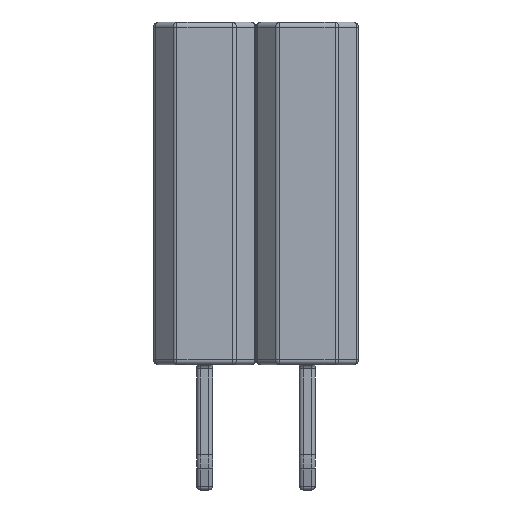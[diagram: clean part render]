
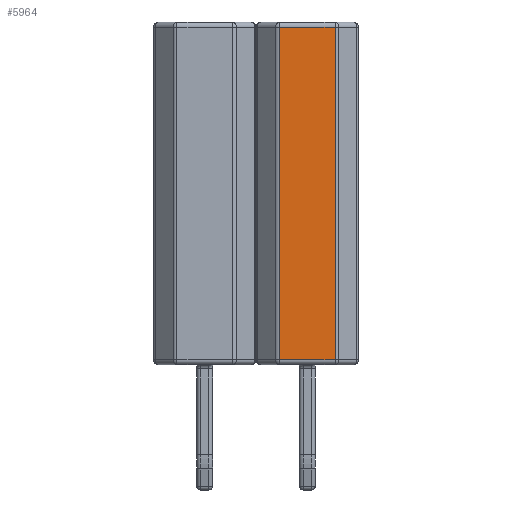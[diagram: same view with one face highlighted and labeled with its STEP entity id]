
A CAD part, left-side view. The second image highlights one B-rep face of the part: STEP entity #5964.
In plain terms, the highlighted planar face has unit normal (-1, 0, 0).
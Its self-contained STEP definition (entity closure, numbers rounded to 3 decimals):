
#5306 = CYLINDRICAL_SURFACE('',#5307,0.125);
#5307 = AXIS2_PLACEMENT_3D('',#5308,#5309,#5310);
#5308 = CARTESIAN_POINT('',(-1.145,0.692,0.));
#5309 = DIRECTION('',(0.,0.,1.));
#5310 = DIRECTION('',(-0.707,0.707,0.));
#5411 = VERTEX_POINT('',#5412);
#5412 = CARTESIAN_POINT('',(-1.27,0.692,0.125));
#5439 = EDGE_CURVE('',#5411,#5440,#5442,.T.);
#5440 = VERTEX_POINT('',#5441);
#5441 = CARTESIAN_POINT('',(-1.27,0.692,8.375));
#5442 = SURFACE_CURVE('',#5443,(#5447,#5454),.PCURVE_S1.);
#5443 = LINE('',#5444,#5445);
#5444 = CARTESIAN_POINT('',(-1.27,0.692,0.));
#5445 = VECTOR('',#5446,1.);
#5446 = DIRECTION('',(0.,0.,1.));
#5447 = PCURVE('',#5306,#5448);
#5448 = DEFINITIONAL_REPRESENTATION('',(#5449),#5453);
#5449 = LINE('',#5450,#5451);
#5450 = CARTESIAN_POINT('',(0.785,0.));
#5451 = VECTOR('',#5452,1.);
#5452 = DIRECTION('',(0.,1.));
#5453 = ( GEOMETRIC_REPRESENTATION_CONTEXT(2) 
PARAMETRIC_REPRESENTATION_CONTEXT() REPRESENTATION_CONTEXT('2D SPACE',''
  ) );
#5454 = PCURVE('',#5455,#5460);
#5455 = PLANE('',#5456);
#5456 = AXIS2_PLACEMENT_3D('',#5457,#5458,#5459);
#5457 = CARTESIAN_POINT('',(-1.27,-0.744,0.));
#5458 = DIRECTION('',(-1.,0.,0.));
#5459 = DIRECTION('',(0.,1.,0.));
#5460 = DEFINITIONAL_REPRESENTATION('',(#5461),#5465);
#5461 = LINE('',#5462,#5463);
#5462 = CARTESIAN_POINT('',(1.436,0.));
#5463 = VECTOR('',#5464,1.);
#5464 = DIRECTION('',(0.,-1.));
#5465 = ( GEOMETRIC_REPRESENTATION_CONTEXT(2) 
PARAMETRIC_REPRESENTATION_CONTEXT() REPRESENTATION_CONTEXT('2D SPACE',''
  ) );
#5669 = CYLINDRICAL_SURFACE('',#5670,0.125);
#5670 = AXIS2_PLACEMENT_3D('',#5671,#5672,#5673);
#5671 = CARTESIAN_POINT('',(-1.145,-0.744,8.375));
#5672 = DIRECTION('',(0.,1.,0.));
#5673 = DIRECTION('',(-1.,0.,0.));
#5951 = CYLINDRICAL_SURFACE('',#5952,0.125);
#5952 = AXIS2_PLACEMENT_3D('',#5953,#5954,#5955);
#5953 = CARTESIAN_POINT('',(-1.145,-0.744,0.125));
#5954 = DIRECTION('',(0.,1.,0.));
#5955 = DIRECTION('',(-1.,0.,0.));
#5964 = ADVANCED_FACE('',(#5965),#5455,.T.);
#5965 = FACE_BOUND('',#5966,.T.);
#5966 = EDGE_LOOP('',(#5967,#5990,#5991,#6014));
#5967 = ORIENTED_EDGE('',*,*,#5968,.T.);
#5968 = EDGE_CURVE('',#5969,#5440,#5971,.T.);
#5969 = VERTEX_POINT('',#5970);
#5970 = CARTESIAN_POINT('',(-1.27,-0.692,8.375));
#5971 = SURFACE_CURVE('',#5972,(#5976,#5983),.PCURVE_S1.);
#5972 = LINE('',#5973,#5974);
#5973 = CARTESIAN_POINT('',(-1.27,-0.744,8.375));
#5974 = VECTOR('',#5975,1.);
#5975 = DIRECTION('',(0.,1.,0.));
#5976 = PCURVE('',#5455,#5977);
#5977 = DEFINITIONAL_REPRESENTATION('',(#5978),#5982);
#5978 = LINE('',#5979,#5980);
#5979 = CARTESIAN_POINT('',(0.,-8.375));
#5980 = VECTOR('',#5981,1.);
#5981 = DIRECTION('',(1.,0.));
#5982 = ( GEOMETRIC_REPRESENTATION_CONTEXT(2) 
PARAMETRIC_REPRESENTATION_CONTEXT() REPRESENTATION_CONTEXT('2D SPACE',''
  ) );
#5983 = PCURVE('',#5669,#5984);
#5984 = DEFINITIONAL_REPRESENTATION('',(#5985),#5989);
#5985 = LINE('',#5986,#5987);
#5986 = CARTESIAN_POINT('',(0.,0.));
#5987 = VECTOR('',#5988,1.);
#5988 = DIRECTION('',(0.,1.));
#5989 = ( GEOMETRIC_REPRESENTATION_CONTEXT(2) 
PARAMETRIC_REPRESENTATION_CONTEXT() REPRESENTATION_CONTEXT('2D SPACE',''
  ) );
#5990 = ORIENTED_EDGE('',*,*,#5439,.F.);
#5991 = ORIENTED_EDGE('',*,*,#5992,.F.);
#5992 = EDGE_CURVE('',#5993,#5411,#5995,.T.);
#5993 = VERTEX_POINT('',#5994);
#5994 = CARTESIAN_POINT('',(-1.27,-0.692,0.125));
#5995 = SURFACE_CURVE('',#5996,(#6000,#6007),.PCURVE_S1.);
#5996 = LINE('',#5997,#5998);
#5997 = CARTESIAN_POINT('',(-1.27,-0.744,0.125));
#5998 = VECTOR('',#5999,1.);
#5999 = DIRECTION('',(0.,1.,0.));
#6000 = PCURVE('',#5455,#6001);
#6001 = DEFINITIONAL_REPRESENTATION('',(#6002),#6006);
#6002 = LINE('',#6003,#6004);
#6003 = CARTESIAN_POINT('',(0.,-0.125));
#6004 = VECTOR('',#6005,1.);
#6005 = DIRECTION('',(1.,0.));
#6006 = ( GEOMETRIC_REPRESENTATION_CONTEXT(2) 
PARAMETRIC_REPRESENTATION_CONTEXT() REPRESENTATION_CONTEXT('2D SPACE',''
  ) );
#6007 = PCURVE('',#5951,#6008);
#6008 = DEFINITIONAL_REPRESENTATION('',(#6009),#6013);
#6009 = LINE('',#6010,#6011);
#6010 = CARTESIAN_POINT('',(-0.,0.));
#6011 = VECTOR('',#6012,1.);
#6012 = DIRECTION('',(-0.,1.));
#6013 = ( GEOMETRIC_REPRESENTATION_CONTEXT(2) 
PARAMETRIC_REPRESENTATION_CONTEXT() REPRESENTATION_CONTEXT('2D SPACE',''
  ) );
#6014 = ORIENTED_EDGE('',*,*,#6015,.T.);
#6015 = EDGE_CURVE('',#5993,#5969,#6016,.T.);
#6016 = SURFACE_CURVE('',#6017,(#6021,#6028),.PCURVE_S1.);
#6017 = LINE('',#6018,#6019);
#6018 = CARTESIAN_POINT('',(-1.27,-0.692,0.));
#6019 = VECTOR('',#6020,1.);
#6020 = DIRECTION('',(0.,0.,1.));
#6021 = PCURVE('',#5455,#6022);
#6022 = DEFINITIONAL_REPRESENTATION('',(#6023),#6027);
#6023 = LINE('',#6024,#6025);
#6024 = CARTESIAN_POINT('',(0.052,0.));
#6025 = VECTOR('',#6026,1.);
#6026 = DIRECTION('',(0.,-1.));
#6027 = ( GEOMETRIC_REPRESENTATION_CONTEXT(2) 
PARAMETRIC_REPRESENTATION_CONTEXT() REPRESENTATION_CONTEXT('2D SPACE',''
  ) );
#6028 = PCURVE('',#6029,#6034);
#6029 = CYLINDRICAL_SURFACE('',#6030,0.125);
#6030 = AXIS2_PLACEMENT_3D('',#6031,#6032,#6033);
#6031 = CARTESIAN_POINT('',(-1.145,-0.692,0.));
#6032 = DIRECTION('',(0.,0.,1.));
#6033 = DIRECTION('',(-1.,0.,0.));
#6034 = DEFINITIONAL_REPRESENTATION('',(#6035),#6039);
#6035 = LINE('',#6036,#6037);
#6036 = CARTESIAN_POINT('',(0.,0.));
#6037 = VECTOR('',#6038,1.);
#6038 = DIRECTION('',(0.,1.));
#6039 = ( GEOMETRIC_REPRESENTATION_CONTEXT(2) 
PARAMETRIC_REPRESENTATION_CONTEXT() REPRESENTATION_CONTEXT('2D SPACE',''
  ) );
